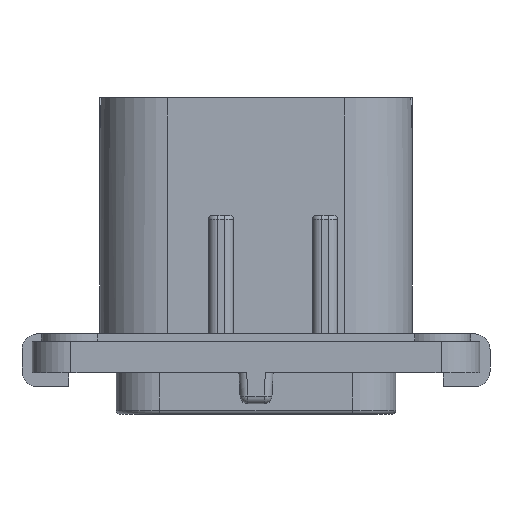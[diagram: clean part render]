
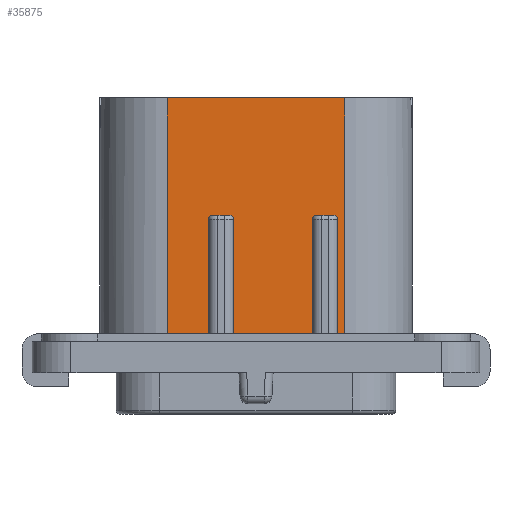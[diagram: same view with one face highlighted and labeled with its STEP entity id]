
A CAD part, front view. The second image highlights one B-rep face of the part: STEP entity #35875.
In plain terms, the highlighted planar face has unit normal (0, -1, 0).
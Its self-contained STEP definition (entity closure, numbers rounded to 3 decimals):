
#1187=DIRECTION('',(1.,0.,0.));
#1188=VECTOR('',#1187,0.45);
#1189=CARTESIAN_POINT('',(5.25,-9.,2.));
#1190=LINE('',#1189,#1188);
#2555=DIRECTION('',(1.,0.,0.));
#2556=VECTOR('',#2555,11.4);
#2557=CARTESIAN_POINT('',(-5.7,-9.,17.67));
#2558=LINE('',#2557,#2556);
#8503=DIRECTION('',(0.,0.,1.));
#8504=VECTOR('',#8503,7.87);
#8505=CARTESIAN_POINT('',(5.25,-9.,2.));
#8506=LINE('',#8505,#8504);
#8507=DIRECTION('',(1.,0.,0.));
#8508=VECTOR('',#8507,1.1);
#8509=CARTESIAN_POINT('',(3.9,-9.,10.12));
#8510=LINE('',#8509,#8508);
#8511=DIRECTION('',(0.,0.,1.));
#8512=VECTOR('',#8511,7.87);
#8513=CARTESIAN_POINT('',(3.65,-9.,2.));
#8514=LINE('',#8513,#8512);
#8515=DIRECTION('',(0.,0.,1.));
#8516=VECTOR('',#8515,7.87);
#8517=CARTESIAN_POINT('',(-1.44,-9.,2.));
#8518=LINE('',#8517,#8516);
#8519=DIRECTION('',(1.,0.,0.));
#8520=VECTOR('',#8519,1.1);
#8521=CARTESIAN_POINT('',(-2.79,-9.,10.12));
#8522=LINE('',#8521,#8520);
#8523=DIRECTION('',(0.,0.,1.));
#8524=VECTOR('',#8523,7.87);
#8525=CARTESIAN_POINT('',(-3.04,-9.,2.));
#8526=LINE('',#8525,#8524);
#8527=DIRECTION('',(0.,0.,-1.));
#8528=VECTOR('',#8527,15.67);
#8529=CARTESIAN_POINT('',(-5.7,-9.,17.67));
#8530=LINE('',#8529,#8528);
#8531=DIRECTION('',(0.,0.,-1.));
#8532=VECTOR('',#8531,15.67);
#8533=CARTESIAN_POINT('',(5.7,-9.,17.67));
#8534=LINE('',#8533,#8532);
#8548=CARTESIAN_POINT('',(5.,-9.,9.87));
#8549=DIRECTION('',(0.,1.,0.));
#8550=DIRECTION('',(0.,0.,1.));
#8551=AXIS2_PLACEMENT_3D('',#8548,#8549,#8550);
#8590=CARTESIAN_POINT('',(3.9,-9.,9.87));
#8591=DIRECTION('',(0.,1.,0.));
#8592=DIRECTION('',(-1.,0.,0.));
#8593=AXIS2_PLACEMENT_3D('',#8590,#8591,#8592);
#8701=DIRECTION('',(1.,0.,0.));
#8702=VECTOR('',#8701,2.66);
#8703=CARTESIAN_POINT('',(-5.7,-9.,2.));
#8704=LINE('',#8703,#8702);
#8713=CARTESIAN_POINT('',(-2.79,-9.,9.87));
#8714=DIRECTION('',(0.,1.,0.));
#8715=DIRECTION('',(-1.,0.,0.));
#8716=AXIS2_PLACEMENT_3D('',#8713,#8714,#8715);
#8745=CARTESIAN_POINT('',(-1.69,-9.,9.87));
#8746=DIRECTION('',(0.,1.,0.));
#8747=DIRECTION('',(0.,0.,1.));
#8748=AXIS2_PLACEMENT_3D('',#8745,#8746,#8747);
#8770=DIRECTION('',(1.,0.,0.));
#8771=VECTOR('',#8770,5.09);
#8772=CARTESIAN_POINT('',(-1.44,-9.,2.));
#8773=LINE('',#8772,#8771);
#20351=CARTESIAN_POINT('',(-5.7,-9.,17.67));
#20352=CARTESIAN_POINT('',(-5.7,-9.,2.));
#20353=VERTEX_POINT('',#20351);
#20354=VERTEX_POINT('',#20352);
#20355=CARTESIAN_POINT('',(5.7,-9.,17.67));
#20356=CARTESIAN_POINT('',(5.7,-9.,2.));
#20357=VERTEX_POINT('',#20355);
#20358=VERTEX_POINT('',#20356);
#20513=CARTESIAN_POINT('',(-3.04,-9.,2.));
#20514=VERTEX_POINT('',#20513);
#20515=CARTESIAN_POINT('',(-1.44,-9.,2.));
#20516=CARTESIAN_POINT('',(3.65,-9.,2.));
#20517=VERTEX_POINT('',#20515);
#20518=VERTEX_POINT('',#20516);
#20519=CARTESIAN_POINT('',(5.25,-9.,2.));
#20520=VERTEX_POINT('',#20519);
#22978=CARTESIAN_POINT('',(-1.44,-9.,9.87));
#22980=VERTEX_POINT('',#22978);
#22982=CARTESIAN_POINT('',(-1.69,-9.,10.12));
#22984=VERTEX_POINT('',#22982);
#23005=CARTESIAN_POINT('',(-2.79,-9.,10.12));
#23006=VERTEX_POINT('',#23005);
#23007=CARTESIAN_POINT('',(-3.04,-9.,9.87));
#23008=VERTEX_POINT('',#23007);
#23010=CARTESIAN_POINT('',(5.25,-9.,9.87));
#23012=VERTEX_POINT('',#23010);
#23014=CARTESIAN_POINT('',(5.,-9.,10.12));
#23016=VERTEX_POINT('',#23014);
#23017=CARTESIAN_POINT('',(3.9,-9.,10.12));
#23019=VERTEX_POINT('',#23017);
#23021=CARTESIAN_POINT('',(3.65,-9.,9.87));
#23023=VERTEX_POINT('',#23021);
#35839=CARTESIAN_POINT('',(-10.05,-9.,2.));
#35840=DIRECTION('',(0.,-1.,0.));
#35841=DIRECTION('',(1.,0.,0.));
#35842=AXIS2_PLACEMENT_3D('',#35839,#35840,#35841);
#35843=PLANE('',#35842);
#35845=ORIENTED_EDGE('',*,*,#35844,.T.);
#35847=ORIENTED_EDGE('',*,*,#35846,.F.);
#35849=ORIENTED_EDGE('',*,*,#35848,.F.);
#35851=ORIENTED_EDGE('',*,*,#35850,.F.);
#35853=ORIENTED_EDGE('',*,*,#35852,.F.);
#35855=ORIENTED_EDGE('',*,*,#35854,.F.);
#35857=ORIENTED_EDGE('',*,*,#35856,.T.);
#35859=ORIENTED_EDGE('',*,*,#35858,.F.);
#35861=ORIENTED_EDGE('',*,*,#35860,.F.);
#35863=ORIENTED_EDGE('',*,*,#35862,.F.);
#35865=ORIENTED_EDGE('',*,*,#35864,.F.);
#35867=ORIENTED_EDGE('',*,*,#35866,.F.);
#35869=ORIENTED_EDGE('',*,*,#35868,.F.);
#35870=ORIENTED_EDGE('',*,*,#27510,.T.);
#35871=ORIENTED_EDGE('',*,*,#27479,.T.);
#35872=ORIENTED_EDGE('',*,*,#26668,.F.);
#35873=EDGE_LOOP('',(#35845,#35847,#35849,#35851,#35853,#35855,#35857,#35859,
#35861,#35863,#35865,#35867,#35869,#35870,#35871,#35872));
#35874=FACE_OUTER_BOUND('',#35873,.F.);
#35875=ADVANCED_FACE('',(#35874),#35843,.T.);
#8552=CIRCLE('',#8551,0.25);
#8594=CIRCLE('',#8593,0.25);
#8717=CIRCLE('',#8716,0.25);
#8749=CIRCLE('',#8748,0.25);
#26668=EDGE_CURVE('',#20520,#20358,#1190,.T.);
#27479=EDGE_CURVE('',#20357,#20358,#8534,.T.);
#27510=EDGE_CURVE('',#20353,#20357,#2558,.T.);
#35844=EDGE_CURVE('',#20520,#23012,#8506,.T.);
#35846=EDGE_CURVE('',#23016,#23012,#8552,.T.);
#35848=EDGE_CURVE('',#23019,#23016,#8510,.T.);
#35850=EDGE_CURVE('',#23023,#23019,#8594,.T.);
#35852=EDGE_CURVE('',#20518,#23023,#8514,.T.);
#35854=EDGE_CURVE('',#20517,#20518,#8773,.T.);
#35856=EDGE_CURVE('',#20517,#22980,#8518,.T.);
#35858=EDGE_CURVE('',#22984,#22980,#8749,.T.);
#35860=EDGE_CURVE('',#23006,#22984,#8522,.T.);
#35862=EDGE_CURVE('',#23008,#23006,#8717,.T.);
#35864=EDGE_CURVE('',#20514,#23008,#8526,.T.);
#35866=EDGE_CURVE('',#20354,#20514,#8704,.T.);
#35868=EDGE_CURVE('',#20353,#20354,#8530,.T.);
